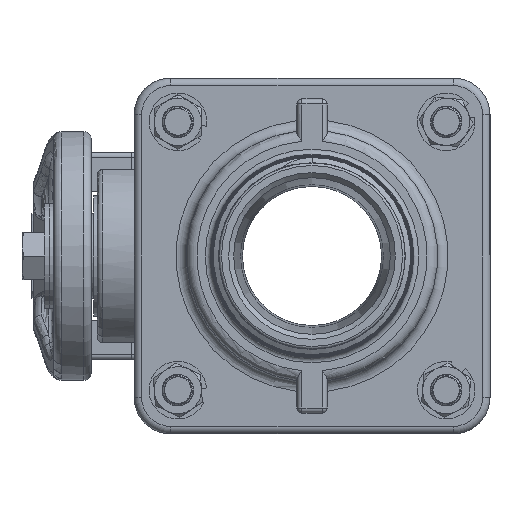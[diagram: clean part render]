
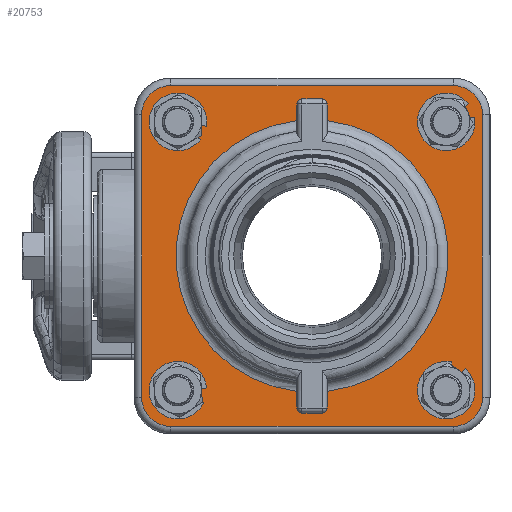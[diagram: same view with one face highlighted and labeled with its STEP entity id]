
A CAD part, left-side view. The second image highlights one B-rep face of the part: STEP entity #20753.
In plain terms, the highlighted face is planar.
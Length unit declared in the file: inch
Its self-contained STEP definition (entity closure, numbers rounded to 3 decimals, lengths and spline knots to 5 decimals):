
#910=FACE_BOUND('',#4170,.T.);
#911=FACE_BOUND('',#4171,.T.);
#912=FACE_BOUND('',#4172,.T.);
#913=FACE_BOUND('',#4173,.T.);
#914=FACE_BOUND('',#4174,.T.);
#1498=PLANE('',#22983);
#2667=FACE_OUTER_BOUND('',#4169,.T.);
#4169=EDGE_LOOP('',(#18747,#18748,#18749,#18750,#18751,#18752,#18753,#18754));
#4170=EDGE_LOOP('',(#18755));
#4171=EDGE_LOOP('',(#18756));
#4172=EDGE_LOOP('',(#18757));
#4173=EDGE_LOOP('',(#18758));
#4174=EDGE_LOOP('',(#18759,#18760,#18761,#18762,#18763,#18764,#18765,#18766,
#18767,#18768,#18769,#18770));
#6174=LINE('',#38534,#7756);
#6176=LINE('',#38546,#7758);
#6178=LINE('',#38558,#7760);
#6180=LINE('',#38567,#7762);
#6187=LINE('',#38591,#7769);
#6188=LINE('',#38595,#7770);
#6189=LINE('',#38599,#7771);
#6190=LINE('',#38603,#7772);
#6191=LINE('',#38607,#7773);
#6192=LINE('',#38610,#7774);
#7756=VECTOR('',#28368,0.3937);
#7758=VECTOR('',#28382,0.3937);
#7760=VECTOR('',#28396,0.3937);
#7762=VECTOR('',#28408,0.3937);
#7769=VECTOR('',#28435,0.3937);
#7770=VECTOR('',#28438,0.3937);
#7771=VECTOR('',#28441,0.3937);
#7772=VECTOR('',#28444,0.3937);
#7773=VECTOR('',#28447,0.3937);
#7774=VECTOR('',#28450,0.3937);
#8529=CIRCLE('',#22917,0.22);
#8533=CIRCLE('',#22923,0.22);
#8553=CIRCLE('',#22955,0.35);
#8559=CIRCLE('',#22963,0.35);
#8563=CIRCLE('',#22969,0.35);
#8567=CIRCLE('',#22975,0.35);
#8570=CIRCLE('',#22984,0.22);
#8571=CIRCLE('',#22985,0.22);
#8572=CIRCLE('',#22986,1.625);
#8573=CIRCLE('',#22987,0.06);
#8574=CIRCLE('',#22988,0.06);
#8575=CIRCLE('',#22989,1.625);
#8576=CIRCLE('',#22990,0.06);
#8577=CIRCLE('',#22991,0.06);
#10393=VERTEX_POINT('',#37800);
#10398=VERTEX_POINT('',#37814);
#10428=VERTEX_POINT('',#38522);
#10429=VERTEX_POINT('',#38524);
#10431=VERTEX_POINT('',#38530);
#10433=VERTEX_POINT('',#38536);
#10435=VERTEX_POINT('',#38542);
#10437=VERTEX_POINT('',#38548);
#10439=VERTEX_POINT('',#38554);
#10441=VERTEX_POINT('',#38560);
#10445=VERTEX_POINT('',#38583);
#10446=VERTEX_POINT('',#38585);
#10447=VERTEX_POINT('',#38587);
#10448=VERTEX_POINT('',#38588);
#10449=VERTEX_POINT('',#38590);
#10450=VERTEX_POINT('',#38592);
#10451=VERTEX_POINT('',#38594);
#10452=VERTEX_POINT('',#38596);
#10453=VERTEX_POINT('',#38598);
#10454=VERTEX_POINT('',#38600);
#10455=VERTEX_POINT('',#38602);
#10456=VERTEX_POINT('',#38604);
#10457=VERTEX_POINT('',#38606);
#10458=VERTEX_POINT('',#38608);
#13153=EDGE_CURVE('',#10393,#10393,#8529,.T.);
#13160=EDGE_CURVE('',#10398,#10398,#8533,.T.);
#13198=EDGE_CURVE('',#10428,#10429,#8553,.T.);
#13203=EDGE_CURVE('',#10429,#10431,#6174,.T.);
#13206=EDGE_CURVE('',#10431,#10433,#8559,.T.);
#13209=EDGE_CURVE('',#10433,#10435,#6176,.T.);
#13212=EDGE_CURVE('',#10435,#10437,#8563,.T.);
#13215=EDGE_CURVE('',#10437,#10439,#6178,.T.);
#13218=EDGE_CURVE('',#10439,#10441,#8567,.T.);
#13220=EDGE_CURVE('',#10441,#10428,#6180,.T.);
#13229=EDGE_CURVE('',#10445,#10445,#8570,.T.);
#13230=EDGE_CURVE('',#10446,#10446,#8571,.T.);
#13231=EDGE_CURVE('',#10447,#10448,#8572,.T.);
#13232=EDGE_CURVE('',#10447,#10449,#6187,.T.);
#13233=EDGE_CURVE('',#10450,#10449,#8573,.F.);
#13234=EDGE_CURVE('',#10450,#10451,#6188,.T.);
#13235=EDGE_CURVE('',#10452,#10451,#8574,.F.);
#13236=EDGE_CURVE('',#10452,#10453,#6189,.T.);
#13237=EDGE_CURVE('',#10454,#10453,#8575,.T.);
#13238=EDGE_CURVE('',#10454,#10455,#6190,.T.);
#13239=EDGE_CURVE('',#10456,#10455,#8576,.F.);
#13240=EDGE_CURVE('',#10456,#10457,#6191,.T.);
#13241=EDGE_CURVE('',#10458,#10457,#8577,.F.);
#13242=EDGE_CURVE('',#10458,#10448,#6192,.T.);
#18747=ORIENTED_EDGE('',*,*,#13198,.F.);
#18748=ORIENTED_EDGE('',*,*,#13220,.F.);
#18749=ORIENTED_EDGE('',*,*,#13218,.F.);
#18750=ORIENTED_EDGE('',*,*,#13215,.F.);
#18751=ORIENTED_EDGE('',*,*,#13212,.F.);
#18752=ORIENTED_EDGE('',*,*,#13209,.F.);
#18753=ORIENTED_EDGE('',*,*,#13206,.F.);
#18754=ORIENTED_EDGE('',*,*,#13203,.F.);
#18755=ORIENTED_EDGE('',*,*,#13229,.T.);
#18756=ORIENTED_EDGE('',*,*,#13153,.T.);
#18757=ORIENTED_EDGE('',*,*,#13160,.T.);
#18758=ORIENTED_EDGE('',*,*,#13230,.T.);
#18759=ORIENTED_EDGE('',*,*,#13231,.F.);
#18760=ORIENTED_EDGE('',*,*,#13232,.T.);
#18761=ORIENTED_EDGE('',*,*,#13233,.F.);
#18762=ORIENTED_EDGE('',*,*,#13234,.T.);
#18763=ORIENTED_EDGE('',*,*,#13235,.F.);
#18764=ORIENTED_EDGE('',*,*,#13236,.T.);
#18765=ORIENTED_EDGE('',*,*,#13237,.F.);
#18766=ORIENTED_EDGE('',*,*,#13238,.T.);
#18767=ORIENTED_EDGE('',*,*,#13239,.F.);
#18768=ORIENTED_EDGE('',*,*,#13240,.T.);
#18769=ORIENTED_EDGE('',*,*,#13241,.F.);
#18770=ORIENTED_EDGE('',*,*,#13242,.T.);
#20753=ADVANCED_FACE('',(#2667,#910,#911,#912,#913,#914),#1498,.T.);
#22917=AXIS2_PLACEMENT_3D('',#37801,#28264,#28265);
#22923=AXIS2_PLACEMENT_3D('',#37815,#28279,#28280);
#22955=AXIS2_PLACEMENT_3D('',#38525,#28357,#28358);
#22963=AXIS2_PLACEMENT_3D('',#38540,#28375,#28376);
#22969=AXIS2_PLACEMENT_3D('',#38552,#28389,#28390);
#22975=AXIS2_PLACEMENT_3D('',#38564,#28403,#28404);
#22983=AXIS2_PLACEMENT_3D('',#38582,#28427,#28428);
#22984=AXIS2_PLACEMENT_3D('',#38584,#28429,#28430);
#22985=AXIS2_PLACEMENT_3D('',#38586,#28431,#28432);
#22986=AXIS2_PLACEMENT_3D('',#38589,#28433,#28434);
#22987=AXIS2_PLACEMENT_3D('',#38593,#28436,#28437);
#22988=AXIS2_PLACEMENT_3D('',#38597,#28439,#28440);
#22989=AXIS2_PLACEMENT_3D('',#38601,#28442,#28443);
#22990=AXIS2_PLACEMENT_3D('',#38605,#28445,#28446);
#22991=AXIS2_PLACEMENT_3D('',#38609,#28448,#28449);
#28264=DIRECTION('center_axis',(-1.,0.,0.));
#28265=DIRECTION('ref_axis',(0.,0.,1.));
#28279=DIRECTION('center_axis',(-1.,0.,0.));
#28280=DIRECTION('ref_axis',(0.,0.,1.));
#28357=DIRECTION('center_axis',(-1.,0.,0.));
#28358=DIRECTION('ref_axis',(0.,0.707,0.707));
#28368=DIRECTION('',(0.,0.,-1.));
#28375=DIRECTION('center_axis',(-1.,0.,0.));
#28376=DIRECTION('ref_axis',(0.,0.707,-0.707));
#28382=DIRECTION('',(0.,-1.,0.));
#28389=DIRECTION('center_axis',(-1.,0.,0.));
#28390=DIRECTION('ref_axis',(0.,-0.707,-0.707));
#28396=DIRECTION('',(0.,0.,1.));
#28403=DIRECTION('center_axis',(-1.,0.,0.));
#28404=DIRECTION('ref_axis',(0.,-0.707,0.707));
#28408=DIRECTION('',(0.,1.,0.));
#28427=DIRECTION('center_axis',(1.,0.,0.));
#28428=DIRECTION('ref_axis',(0.,0.,-1.));
#28429=DIRECTION('center_axis',(-1.,0.,0.));
#28430=DIRECTION('ref_axis',(0.,0.,1.));
#28431=DIRECTION('center_axis',(-1.,0.,0.));
#28432=DIRECTION('ref_axis',(0.,0.,1.));
#28433=DIRECTION('center_axis',(1.,0.,0.));
#28434=DIRECTION('ref_axis',(0.,0.,-1.));
#28435=DIRECTION('',(0.,-1.,0.));
#28436=DIRECTION('center_axis',(-1.,0.,0.));
#28437=DIRECTION('ref_axis',(0.,-0.707,-0.707));
#28438=DIRECTION('',(0.,0.,1.));
#28439=DIRECTION('center_axis',(-1.,0.,0.));
#28440=DIRECTION('ref_axis',(0.,-0.707,0.707));
#28441=DIRECTION('',(0.,1.,0.));
#28442=DIRECTION('center_axis',(1.,0.,0.));
#28443=DIRECTION('ref_axis',(0.,0.,1.));
#28444=DIRECTION('',(0.,1.,0.));
#28445=DIRECTION('center_axis',(-1.,0.,0.));
#28446=DIRECTION('ref_axis',(0.,0.707,0.707));
#28447=DIRECTION('',(0.,0.,-1.));
#28448=DIRECTION('center_axis',(-1.,0.,0.));
#28449=DIRECTION('ref_axis',(0.,0.707,-0.707));
#28450=DIRECTION('',(0.,-1.,0.));
#37800=CARTESIAN_POINT('',(0.,1.602,-1.822));
#37801=CARTESIAN_POINT('Origin',(0.,1.602,-1.602));
#37814=CARTESIAN_POINT('',(0.,1.602,1.382));
#37815=CARTESIAN_POINT('Origin',(0.,1.602,1.602));
#38522=CARTESIAN_POINT('',(0.,1.685,2.035));
#38524=CARTESIAN_POINT('',(0.,2.035,1.685));
#38525=CARTESIAN_POINT('Origin',(0.,1.685,1.685));
#38530=CARTESIAN_POINT('',(0.,2.035,-1.685));
#38534=CARTESIAN_POINT('',(0.,2.035,1.0625));
#38536=CARTESIAN_POINT('',(0.,1.685,-2.035));
#38540=CARTESIAN_POINT('Origin',(0.,1.685,-1.685));
#38542=CARTESIAN_POINT('',(0.,-1.685,-2.035));
#38546=CARTESIAN_POINT('',(0.,1.8125,-2.035));
#38548=CARTESIAN_POINT('',(0.,-2.035,-1.685));
#38552=CARTESIAN_POINT('Origin',(0.,-1.685,-1.685));
#38554=CARTESIAN_POINT('',(0.,-2.035,1.685));
#38558=CARTESIAN_POINT('',(0.,-2.035,-1.0625));
#38560=CARTESIAN_POINT('',(0.,-1.685,2.035));
#38564=CARTESIAN_POINT('Origin',(0.,-1.685,1.685));
#38567=CARTESIAN_POINT('',(0.,-0.3125,2.035));
#38582=CARTESIAN_POINT('Origin',(0.,1.5,0.));
#38583=CARTESIAN_POINT('',(0.,-1.602,1.382));
#38584=CARTESIAN_POINT('Origin',(0.,-1.602,1.602));
#38585=CARTESIAN_POINT('',(0.,-1.602,-1.822));
#38586=CARTESIAN_POINT('Origin',(0.,-1.602,-1.602));
#38587=CARTESIAN_POINT('',(0.,-1.615,-0.18));
#38588=CARTESIAN_POINT('',(0.,1.615,-0.18));
#38589=CARTESIAN_POINT('Origin',(0.,0.,0.));
#38590=CARTESIAN_POINT('',(0.,-1.815,-0.18));
#38591=CARTESIAN_POINT('',(0.,-0.0225,-0.18));
#38592=CARTESIAN_POINT('',(0.,-1.875,-0.12));
#38593=CARTESIAN_POINT('Origin',(0.,-1.815,-0.12));
#38594=CARTESIAN_POINT('',(0.,-1.875,0.12));
#38595=CARTESIAN_POINT('',(0.,-1.875,0.));
#38596=CARTESIAN_POINT('',(0.,-1.815,0.18));
#38597=CARTESIAN_POINT('Origin',(0.,-1.815,0.12));
#38598=CARTESIAN_POINT('',(0.,-1.615,0.18));
#38599=CARTESIAN_POINT('',(0.,-0.0225,0.18));
#38600=CARTESIAN_POINT('',(0.,1.615,0.18));
#38601=CARTESIAN_POINT('Origin',(0.,0.,0.));
#38602=CARTESIAN_POINT('',(0.,1.815,0.18));
#38603=CARTESIAN_POINT('',(0.,1.5225,0.18));
#38604=CARTESIAN_POINT('',(0.,1.875,0.12));
#38605=CARTESIAN_POINT('Origin',(0.,1.815,0.12));
#38606=CARTESIAN_POINT('',(0.,1.875,-0.12));
#38607=CARTESIAN_POINT('',(0.,1.875,0.));
#38608=CARTESIAN_POINT('',(0.,1.815,-0.18));
#38609=CARTESIAN_POINT('Origin',(0.,1.815,-0.12));
#38610=CARTESIAN_POINT('',(0.,1.5225,-0.18));
